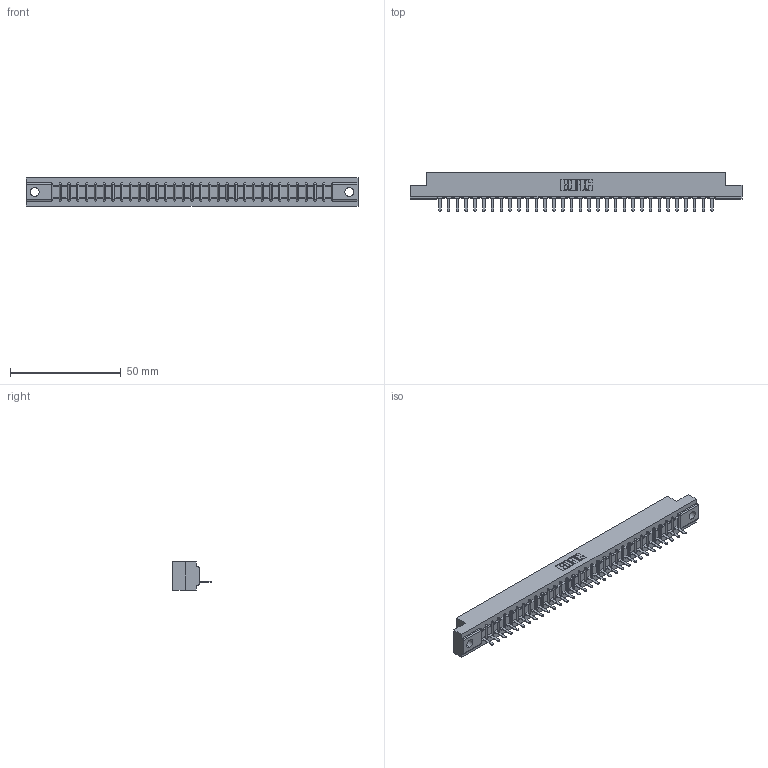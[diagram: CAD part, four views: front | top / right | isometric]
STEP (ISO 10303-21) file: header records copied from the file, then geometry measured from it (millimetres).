
FILE_DESCRIPTION (( 'STEP AP203' ), '1' );
FILE_NAME ('307-032-521-102.STEP', '2018-08-04T21:51:42', ( '' ), ( '' ), 'SwSTEP 2.0', 'SolidWorks 2016', '' );
FILE_SCHEMA (( 'CONFIG_CONTROL_DESIGN' ));
Length unit declared in the file: inch
Products named in the file (3): 307 Part_.128 Dia Mounting Holes; 307-290-002_521; 307-032-521-102
Assembly tree (33 placements, depth 2):
  307-032-521-102
    307 Part_.128 Dia Mounting Holes
    307-290-002_521  x32
Bounding box: 149.81 x 17.42 x 12.7 mm (x, y, z)
Volume: 15870.9 mm3; surface area: 19545.3 mm2
Topology: 33 solids, 33 shells, 2519 faces, 7747 edges, 5074 vertices
Faces by surface type: plane 1510, cylinder 943, sphere 66
Entity records: 29386 total; most frequent: CARTESIAN_POINT 4956, ORIENTED_EDGE 4946, DIRECTION 4819, EDGE_CURVE 2473, LINE 1889, VECTOR 1889, VERTEX_POINT 1602, AXIS2_PLACEMENT_3D 1465
